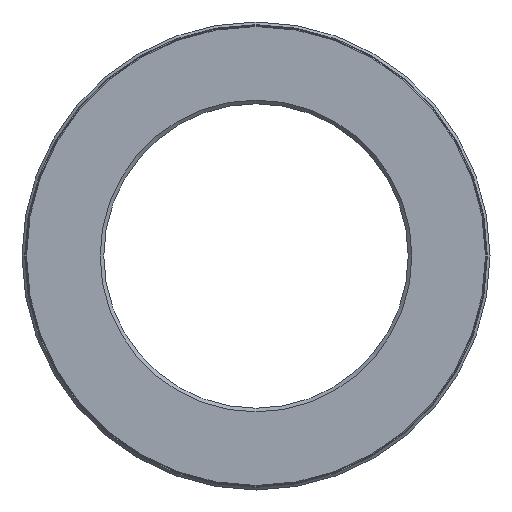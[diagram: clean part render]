
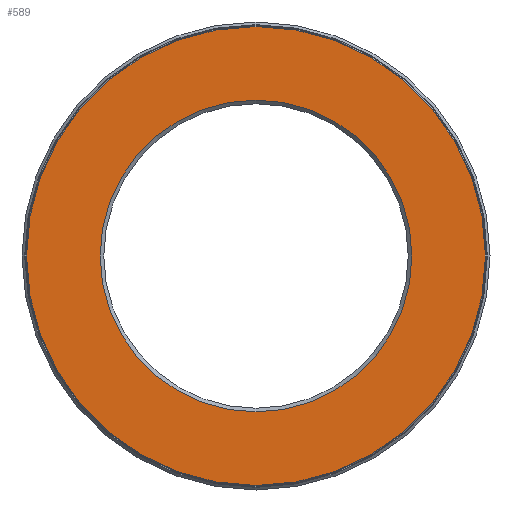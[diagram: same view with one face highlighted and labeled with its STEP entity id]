
A CAD part, front view. The second image highlights one B-rep face of the part: STEP entity #589.
In plain terms, the highlighted planar face has unit normal (0, -1, 0).
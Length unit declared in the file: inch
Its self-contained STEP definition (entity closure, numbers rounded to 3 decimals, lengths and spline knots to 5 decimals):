
#57 = DIRECTION ( 'NONE',  ( 0., 0., 1. ) ) ;
#117 = EDGE_LOOP ( 'NONE', ( #448 ) ) ;
#138 = AXIS2_PLACEMENT_3D ( 'NONE', #435, #146, #57 ) ;
#139 = CARTESIAN_POINT ( 'NONE',  ( 0., 0., 1.27187 ) ) ;
#145 = EDGE_LOOP ( 'NONE', ( #282 ) ) ;
#146 = DIRECTION ( 'NONE',  ( 0., 1., 0. ) ) ;
#175 = DIRECTION ( 'NONE',  ( 0., 1., 0. ) ) ;
#226 = EDGE_CURVE ( 'NONE', #528, #528, #459, .T. ) ;
#238 = EDGE_CURVE ( 'NONE', #430, #430, #465, .T. ) ;
#268 = PLANE ( 'NONE',  #380 ) ;
#279 = CARTESIAN_POINT ( 'NONE',  ( 0., 0., 0.86375 ) ) ;
#282 = ORIENTED_EDGE ( 'NONE', *, *, #226, .F. ) ;
#307 = FACE_BOUND ( 'NONE', #117, .T. ) ;
#380 = AXIS2_PLACEMENT_3D ( 'NONE', #457, #175, #502 ) ;
#430 = VERTEX_POINT ( 'NONE', #279 ) ;
#435 = CARTESIAN_POINT ( 'NONE',  ( 0., 0., 0. ) ) ;
#448 = ORIENTED_EDGE ( 'NONE', *, *, #238, .T. ) ;
#457 = CARTESIAN_POINT ( 'NONE',  ( 0., 0., 0. ) ) ;
#459 = CIRCLE ( 'NONE', #138, 1.27187 ) ;
#465 = CIRCLE ( 'NONE', #533, 0.86375 ) ;
#502 = DIRECTION ( 'NONE',  ( 0., 0., 1. ) ) ;
#522 = DIRECTION ( 'NONE',  ( 0., 0., 1. ) ) ;
#527 = DIRECTION ( 'NONE',  ( 0., 1., 0. ) ) ;
#528 = VERTEX_POINT ( 'NONE', #139 ) ;
#533 = AXIS2_PLACEMENT_3D ( 'NONE', #573, #527, #522 ) ;
#553 = FACE_OUTER_BOUND ( 'NONE', #145, .T. ) ;
#573 = CARTESIAN_POINT ( 'NONE',  ( 0., 0., 0. ) ) ;
#589 = ADVANCED_FACE ( 'NONE', ( #553, #307 ), #268, .F. ) ;
